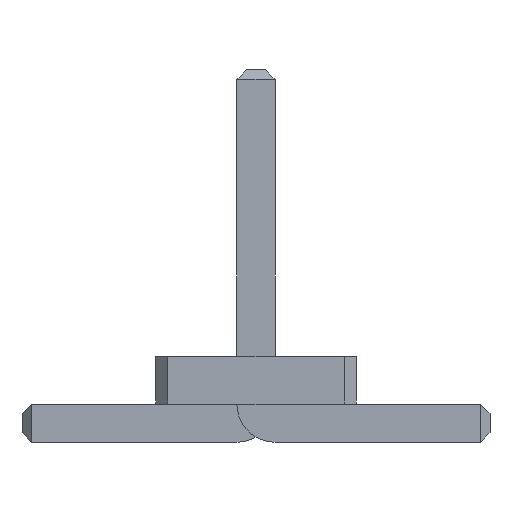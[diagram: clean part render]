
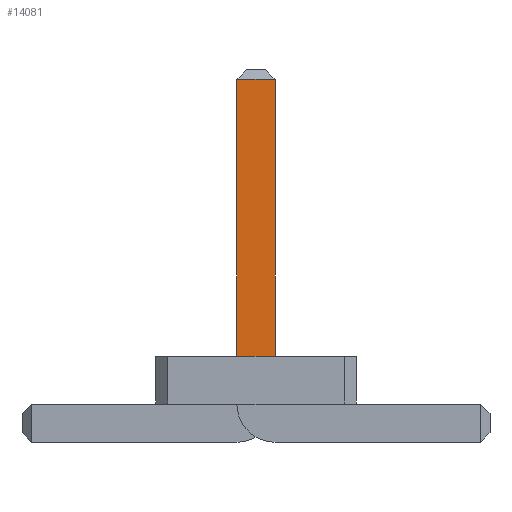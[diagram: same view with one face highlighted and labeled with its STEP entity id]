
A CAD part, front view. The second image highlights one B-rep face of the part: STEP entity #14081.
In plain terms, the highlighted planar face has unit normal (0, -1, 0).
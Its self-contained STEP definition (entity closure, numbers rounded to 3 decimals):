
#5297 = EDGE_CURVE('',#5298,#5300,#5302,.T.);
#5298 = VERTEX_POINT('',#5299);
#5299 = CARTESIAN_POINT('',(0.2,-19.25,0.9));
#5300 = VERTEX_POINT('',#5301);
#5301 = CARTESIAN_POINT('',(-0.2,-19.25,0.9));
#5302 = LINE('',#5303,#5304);
#5303 = CARTESIAN_POINT('',(-0.562,-19.25,0.9));
#5304 = VECTOR('',#5305,1.);
#5305 = DIRECTION('',(-1.,-0.,-0.));
#14081 = ADVANCED_FACE('',(#14082),#14107,.T.);
#14082 = FACE_BOUND('',#14083,.T.);
#14083 = EDGE_LOOP('',(#14084,#14092,#14093,#14101));
#14084 = ORIENTED_EDGE('',*,*,#14085,.F.);
#14085 = EDGE_CURVE('',#5300,#14086,#14088,.T.);
#14086 = VERTEX_POINT('',#14087);
#14087 = CARTESIAN_POINT('',(-0.2,-19.25,3.8));
#14088 = LINE('',#14089,#14090);
#14089 = CARTESIAN_POINT('',(-0.2,-19.25,0.));
#14090 = VECTOR('',#14091,1.);
#14091 = DIRECTION('',(0.,0.,1.));
#14092 = ORIENTED_EDGE('',*,*,#5297,.F.);
#14093 = ORIENTED_EDGE('',*,*,#14094,.F.);
#14094 = EDGE_CURVE('',#14095,#5298,#14097,.T.);
#14095 = VERTEX_POINT('',#14096);
#14096 = CARTESIAN_POINT('',(0.2,-19.25,3.8));
#14097 = LINE('',#14098,#14099);
#14098 = CARTESIAN_POINT('',(0.2,-19.25,3.9));
#14099 = VECTOR('',#14100,1.);
#14100 = DIRECTION('',(0.,0.,-1.));
#14101 = ORIENTED_EDGE('',*,*,#14102,.F.);
#14102 = EDGE_CURVE('',#14086,#14095,#14103,.T.);
#14103 = LINE('',#14104,#14105);
#14104 = CARTESIAN_POINT('',(-0.2,-19.25,3.8));
#14105 = VECTOR('',#14106,1.);
#14106 = DIRECTION('',(1.,0.,0.));
#14107 = PLANE('',#14108);
#14108 = AXIS2_PLACEMENT_3D('',#14109,#14110,#14111);
#14109 = CARTESIAN_POINT('',(-0.2,-19.25,3.9));
#14110 = DIRECTION('',(0.,-1.,0.));
#14111 = DIRECTION('',(0.,0.,-1.));
